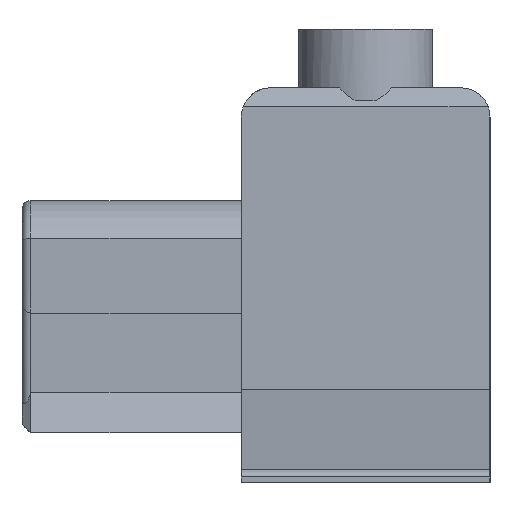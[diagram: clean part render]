
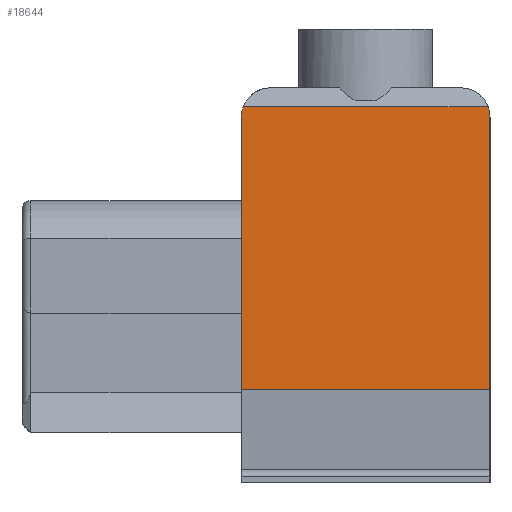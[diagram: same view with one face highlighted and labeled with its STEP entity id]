
A CAD part, left-side view. The second image highlights one B-rep face of the part: STEP entity #18644.
In plain terms, the highlighted planar face has unit normal (-1, 0, 0).
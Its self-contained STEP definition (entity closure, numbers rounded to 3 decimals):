
#612=CIRCLE('',#19622,1.);
#613=CIRCLE('',#19623,1.);
#1821=ORIENTED_EDGE('',*,*,#4897,.F.);
#1822=ORIENTED_EDGE('',*,*,#5770,.T.);
#1823=ORIENTED_EDGE('',*,*,#5041,.T.);
#1824=ORIENTED_EDGE('',*,*,#5771,.T.);
#1825=ORIENTED_EDGE('',*,*,#5772,.F.);
#1826=ORIENTED_EDGE('',*,*,#5773,.T.);
#4897=EDGE_CURVE('',#6910,#6911,#8196,.T.);
#5041=EDGE_CURVE('',#7055,#7054,#8318,.T.);
#5770=EDGE_CURVE('',#6910,#7055,#8864,.T.);
#5771=EDGE_CURVE('',#7054,#7704,#612,.T.);
#5772=EDGE_CURVE('',#7705,#7704,#8865,.T.);
#5773=EDGE_CURVE('',#7705,#6911,#613,.T.);
#6910=VERTEX_POINT('',#24727);
#6911=VERTEX_POINT('',#24729);
#7054=VERTEX_POINT('',#25016);
#7055=VERTEX_POINT('',#25018);
#7704=VERTEX_POINT('',#26519);
#7705=VERTEX_POINT('',#26521);
#8196=LINE('',#24728,#9677);
#8318=LINE('',#25017,#9799);
#8864=LINE('',#26517,#10345);
#8865=LINE('',#26520,#10346);
#9677=VECTOR('',#20654,1000.);
#9799=VECTOR('',#20822,1000.);
#10345=VECTOR('',#21978,1000.);
#10346=VECTOR('',#21981,1000.);
#11266=EDGE_LOOP('',(#1821,#1822,#1823,#1824,#1825,#1826));
#12085=FACE_BOUND('',#11266,.T.);
#12857=PLANE('',#19621);
#18644=ADVANCED_FACE('',(#12085),#12857,.T.);
#19621=AXIS2_PLACEMENT_3D('',#26516,#21976,#21977);
#19622=AXIS2_PLACEMENT_3D('',#26518,#21979,#21980);
#19623=AXIS2_PLACEMENT_3D('',#26522,#21982,#21983);
#20654=DIRECTION('',(0.,0.,1.));
#20822=DIRECTION('',(0.,0.,1.));
#21976=DIRECTION('',(-1.,0.,0.));
#21977=DIRECTION('',(0.,0.,1.));
#21978=DIRECTION('',(0.,-1.,0.));
#21979=DIRECTION('',(-1.,0.,0.));
#21980=DIRECTION('',(0.,0.,1.));
#21981=DIRECTION('',(0.,-1.,0.));
#21982=DIRECTION('',(-1.,0.,0.));
#21983=DIRECTION('',(0.,0.,1.));
#24727=CARTESIAN_POINT('',(-25.,4.25,-3.));
#24728=CARTESIAN_POINT('',(-25.,4.25,-6.2));
#24729=CARTESIAN_POINT('',(-25.,4.25,6.3));
#25016=CARTESIAN_POINT('',(-25.,-4.25,6.3));
#25017=CARTESIAN_POINT('',(-25.,-4.25,-6.2));
#25018=CARTESIAN_POINT('',(-25.,-4.25,-3.));
#26516=CARTESIAN_POINT('',(-25.,-4.25,-6.2));
#26517=CARTESIAN_POINT('',(-25.,49.009,-3.));
#26518=CARTESIAN_POINT('',(-25.,-3.25,6.3));
#26519=CARTESIAN_POINT('',(-25.,-4.187,6.65));
#26520=CARTESIAN_POINT('',(-25.,4.25,6.65));
#26521=CARTESIAN_POINT('',(-25.,4.187,6.65));
#26522=CARTESIAN_POINT('',(-25.,3.25,6.3));
